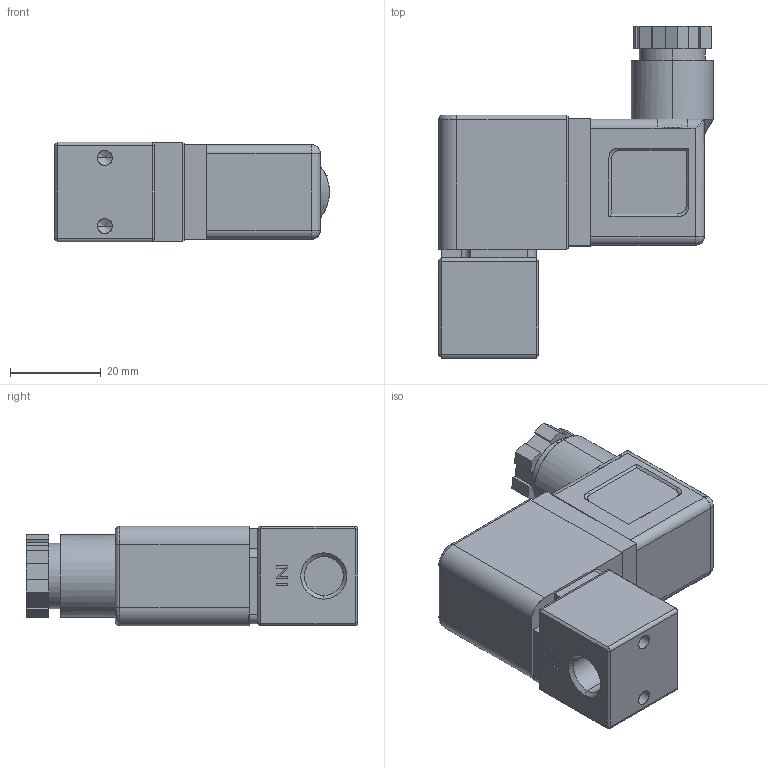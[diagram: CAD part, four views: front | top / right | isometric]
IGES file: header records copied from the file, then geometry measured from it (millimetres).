
Start section: SolidWorks IGES file using analytic representation for surfaces
Global section: file name: PU220AR-01.IGS; native system: SolidWorks 2012; preprocessor: SolidWorks 2012; author: Administrator; date: 150728.172408; units: millimetre
Bounding box: 60.5 x 73.04 x 22 mm (x, y, z)
Surface area: 14012 mm2 (no closed solid volume)
Topology: 0 solids, 0 shells, 536 faces, 5412 edges, 6765 vertices
Faces by surface type: revolution 350, bspline 186
